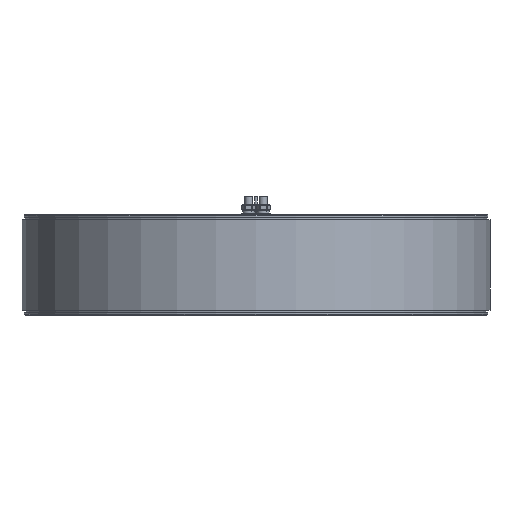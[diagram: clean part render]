
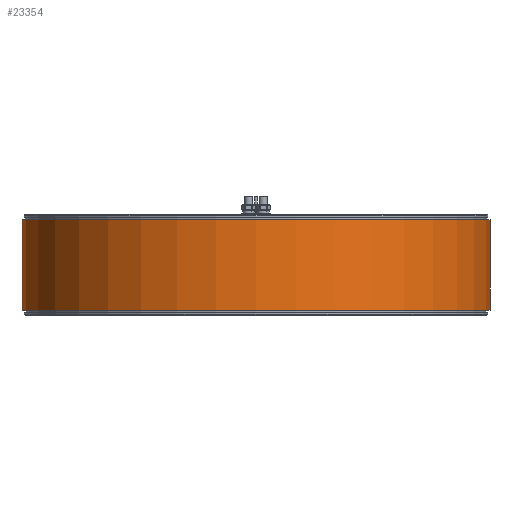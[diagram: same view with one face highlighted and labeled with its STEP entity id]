
A CAD part, front view. The second image highlights one B-rep face of the part: STEP entity #23354.
In plain terms, the highlighted cylindrical face has radius 651 mm (diameter 1302 mm), a partial arc.
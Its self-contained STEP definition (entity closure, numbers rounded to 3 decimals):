
#5459=CARTESIAN_POINT('',(0.,0.,-14.6));
#5460=DIRECTION('',(0.,0.,1.));
#5461=DIRECTION('',(-0.053,0.999,0.));
#5462=AXIS2_PLACEMENT_3D('',#5459,#5460,#5461);
#5464=DIRECTION('',(0.,0.,1.));
#5465=VECTOR('',#5464,250.8);
#5466=CARTESIAN_POINT('',(34.5,650.085,-265.4));
#5467=LINE('',#5466,#5465);
#5468=CARTESIAN_POINT('',(0.,0.,-265.4));
#5469=DIRECTION('',(0.,0.,-1.));
#5470=DIRECTION('',(0.053,0.999,0.));
#5471=AXIS2_PLACEMENT_3D('',#5468,#5469,#5470);
#5473=DIRECTION('',(0.,0.,1.));
#5474=VECTOR('',#5473,250.8);
#5475=CARTESIAN_POINT('',(-34.5,650.085,-265.4));
#5476=LINE('',#5475,#5474);
#12621=CARTESIAN_POINT('',(-34.5,650.085,-265.4));
#12622=CARTESIAN_POINT('',(34.5,650.085,-265.4));
#12623=VERTEX_POINT('',#12621);
#12624=VERTEX_POINT('',#12622);
#12625=CARTESIAN_POINT('',(-34.5,650.085,-14.6));
#12626=CARTESIAN_POINT('',(34.5,650.085,-14.6));
#12627=VERTEX_POINT('',#12625);
#12628=VERTEX_POINT('',#12626);
#23343=CARTESIAN_POINT('',(0.,0.,-2.06));
#23344=DIRECTION('',(0.,0.,-1.));
#23345=DIRECTION('',(1.,0.,0.));
#23346=AXIS2_PLACEMENT_3D('',#23343,#23344,#23345);
#23347=CYLINDRICAL_SURFACE('',#23346,651.);
#23348=ORIENTED_EDGE('',*,*,#15727,.T.);
#23349=ORIENTED_EDGE('',*,*,#15743,.F.);
#23350=ORIENTED_EDGE('',*,*,#15767,.T.);
#23351=ORIENTED_EDGE('',*,*,#15746,.T.);
#23352=EDGE_LOOP('',(#23348,#23349,#23350,#23351));
#23353=FACE_OUTER_BOUND('',#23352,.F.);
#23354=ADVANCED_FACE('',(#23353),#23347,.T.);
#5463=CIRCLE('',#5462,651.);
#5472=CIRCLE('',#5471,651.);
#15727=EDGE_CURVE('',#12627,#12628,#5463,.T.);
#15743=EDGE_CURVE('',#12624,#12628,#5467,.T.);
#15746=EDGE_CURVE('',#12623,#12627,#5476,.T.);
#15767=EDGE_CURVE('',#12624,#12623,#5472,.T.);
